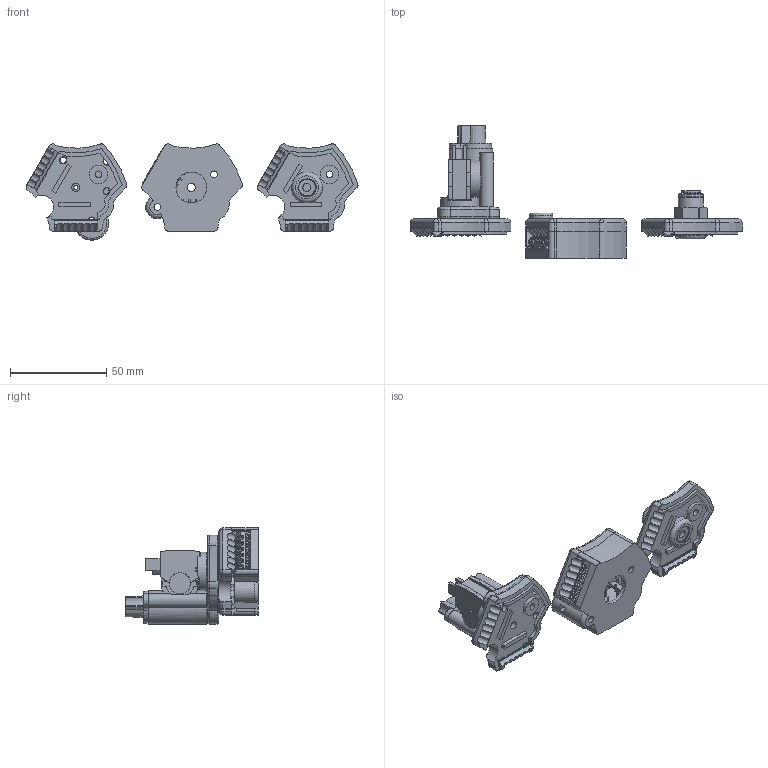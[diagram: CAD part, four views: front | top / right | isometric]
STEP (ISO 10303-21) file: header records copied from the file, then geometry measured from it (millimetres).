
FILE_DESCRIPTION(/* description */ (''),/* implementation_level */ '2;1');
FILE_NAME(/* name */ 'electric_compartment_for_v5.x.step',/* time_stamp */ '2019-01-13T14:24:55+01:00',/* author */ (''),/* organization */ (''),/* preprocessor_version */ 'ST-DEVELOPER v17.2',/* originating_system */ 'Autodesk Translation Framework v7.6.0.251',/* authorisation */ '');
FILE_SCHEMA (('AUTOMOTIVE_DESIGN { 1 0 10303 214 3 1 1 }'));
Length unit declared in the file: millimetre
Products named in the file (13): electric_compartment; ElectricCompartmentBase; ElectricCompartmentTop_F3D_G4; ElectricCompartmentTop4Nimble; ZestyNimble; Clamp Space (1); Accurate Mockup (1); ZestyGrooveAdapter; ZestyNimbleAdapter; ElectricCompartmentTop4Bowden; PushFit_JG_PM010401E; Wago_250-206_left; Wago_250-206_back
Assembly tree (12 placements, depth 4):
  electric_compartment
    ElectricCompartmentBase
    ElectricCompartmentTop_F3D_G4
    ElectricCompartmentTop4Nimble
      ZestyNimble
        Clamp Space (1)
        Accurate Mockup (1)
      ZestyGrooveAdapter
      ZestyNimbleAdapter
    ElectricCompartmentTop4Bowden
      PushFit_JG_PM010401E
    Wago_250-206_left
    Wago_250-206_back
Bounding box: 172.38 x 69.02 x 49.97 mm (x, y, z)
Volume: 70432.3 mm3; surface area: 40720.9 mm2
Topology: 11 solids, 11 shells, 1350 faces, 3658 edges, 2358 vertices
Faces by surface type: plane 747, cylinder 425, torus 70, bspline 52, cone 29, sphere 27
Full cylindrical faces by diameter (mm): 2 x3, 3.2 x4, 3.3 x2, 3.5 x5, 3.8 x10, 4.2 x3, 5.5 x2, 5.7 x3, 6 x2, 6.635 x1, 7 x2, 8.566 x13, 9.7 x3, 9.728 x11, 10 x1, 11 x1, 12 x1, 12.4 x1, 12.9 x2, 16 x2, 20 x1
Entity records: 58823 total; most frequent: CARTESIAN_POINT 23860, ORIENTED_EDGE 7294, DIRECTION 6928, EDGE_CURVE 3647, VERTEX_POINT 2358, AXIS2_PLACEMENT_3D 2329, LINE 2270, VECTOR 2270
